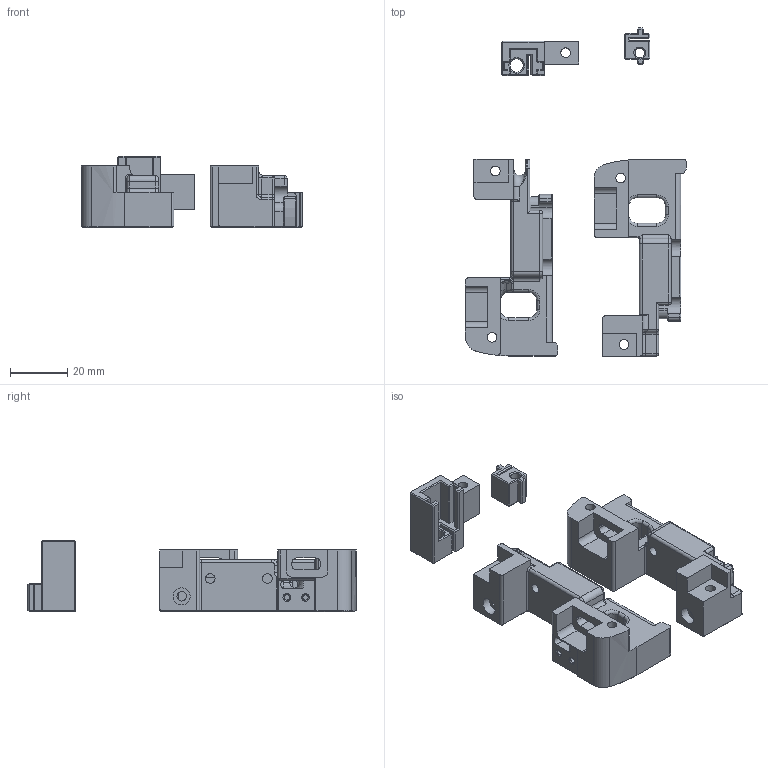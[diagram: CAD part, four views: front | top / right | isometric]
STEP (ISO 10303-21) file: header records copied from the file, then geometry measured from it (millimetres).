
FILE_DESCRIPTION(/* description */ (''),/* implementation_level */ '2;1');
FILE_NAME(/* name */ '工具头.stp',/* time_stamp */ '2024-09-13T20:50:44+08:00',/* author */ (''),/* organization */ (''),/* preprocessor_version */ 'ST-DEVELOPER v15.2',/* originating_system */ 'Autodesk Translator Framework v2.0.0.5431',/* authorisation */ '');
FILE_SCHEMA (('AUTOMOTIVE_DESIGN { 1 0 10303 214 3 1 1 }'));
Length unit declared in the file: centimetre
Products named in the file (1): 工具头
Bounding box: 77.4 x 114.86 x 25 mm (x, y, z)
Volume: 44460.4 mm3; surface area: 21691.4 mm2
Topology: 4 solids, 4 shells, 715 faces, 1798 edges, 1090 vertices
Faces by surface type: plane 382, cylinder 193, cone 90, torus 27, bspline 17, sphere 6
Full cylindrical faces by diameter (mm): 1.9 x2, 2.9 x2, 3.3 x2, 3.4 x10, 4.7 x3, 6 x8
Entity records: 22840 total; most frequent: CARTESIAN_POINT 5862, DIRECTION 3584, ORIENTED_EDGE 3488, EDGE_CURVE 1744, AXIS2_PLACEMENT_3D 1243, LINE 1098, VECTOR 1098, VERTEX_POINT 1075
